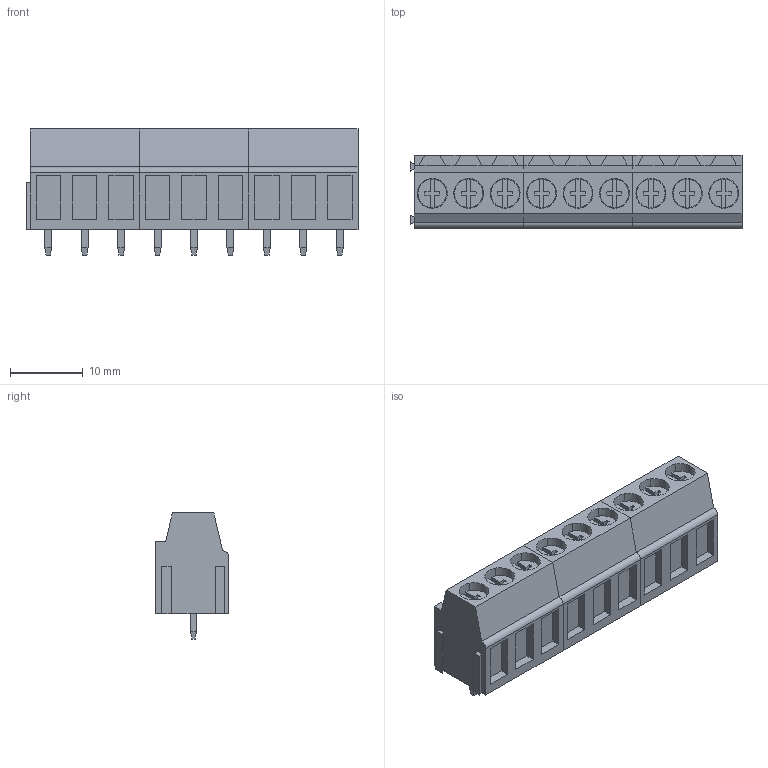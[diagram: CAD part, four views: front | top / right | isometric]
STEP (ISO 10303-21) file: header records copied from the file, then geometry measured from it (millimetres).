
FILE_DESCRIPTION(('CATIA V5 STEP Exchange','CAx-IF Rec.Pracs.--- Model Styling and Organization---1.2---2011-12-15'),'2;1');
FILE_NAME ('D1459005_0_1913200000_1913200000.stp','2018-03-30T14:32:06+00:00',('none'),('Weidmueller'),'CATIA Version 5-6 Release 2014','CATIA V5 STEP AP214','none');
FILE_SCHEMA(('AUTOMOTIVE_DESIGN { 1 0 10303 214 1 1 1 1 }'));
Length unit declared in the file: millimetre
Products named in the file (1): 1913200000
Bounding box: 45.55 x 10 x 17.3 mm (x, y, z)
Volume: 4425.5 mm3; surface area: 5234.8 mm2
Topology: 21 solids, 21 shells, 765 faces, 2052 edges, 1356 vertices
Faces by surface type: plane 636, cylinder 129
Entity records: 23660 total; most frequent: CARTESIAN_POINT 4786, ORIENTED_EDGE 4104, DIRECTION 3432, EDGE_CURVE 2052, VECTOR 1668, LINE 1668, VERTEX_POINT 1356, AXIS2_PLACEMENT_3D 999
